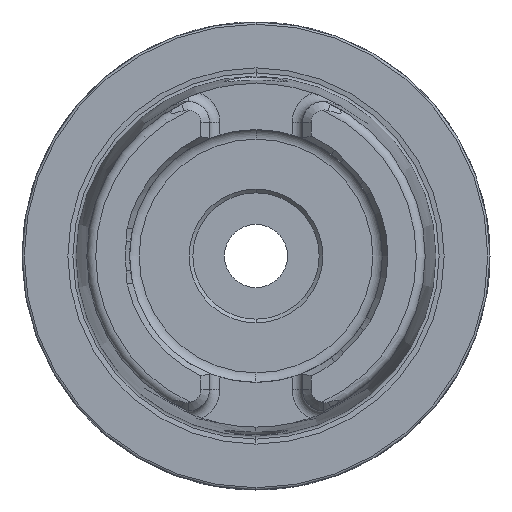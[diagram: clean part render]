
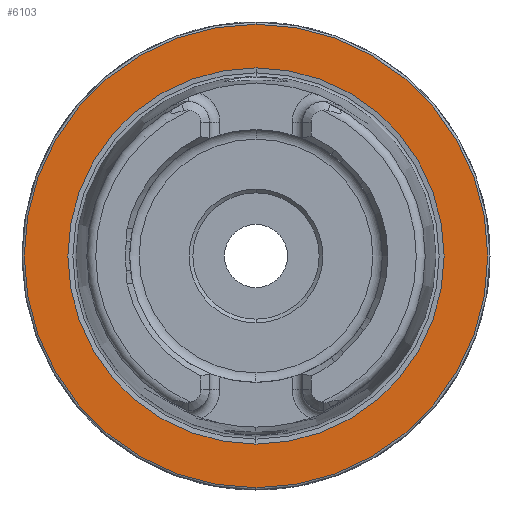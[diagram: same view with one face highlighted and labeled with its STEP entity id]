
A CAD part, left-side view. The second image highlights one B-rep face of the part: STEP entity #6103.
In plain terms, the highlighted planar face has unit normal (-1, 0, 0).
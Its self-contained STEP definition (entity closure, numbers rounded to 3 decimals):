
#514 = CIRCLE ( 'NONE', #517, 31.2 ) ;
#517 = AXIS2_PLACEMENT_3D ( 'NONE', #7307, #7308, #7310 ) ;
#530 = CIRCLE ( 'NONE', #534, 25.324 ) ;
#534 = AXIS2_PLACEMENT_3D ( 'NONE', #7377, #7378, #7380 ) ;
#2936 = VERTEX_POINT ( 'NONE', #3986 ) ;
#2937 = VERTEX_POINT ( 'NONE', #3987 ) ;
#2939 = VERTEX_POINT ( 'NONE', #3989 ) ;
#2944 = VERTEX_POINT ( 'NONE', #3994 ) ;
#3018 = ORIENTED_EDGE ( 'NONE', *, *, #9488, .F. ) ;
#3019 = ORIENTED_EDGE ( 'NONE', *, *, #9232, .F. ) ;
#3020 = ORIENTED_EDGE ( 'NONE', *, *, #9222, .T. ) ;
#3021 = ORIENTED_EDGE ( 'NONE', *, *, #9489, .T. ) ;
#3277 = EDGE_LOOP ( 'NONE', ( #3018, #3019 ) ) ;
#3291 = EDGE_LOOP ( 'NONE', ( #3020, #3021 ) ) ;
#3986 = CARTESIAN_POINT ( 'NONE',  ( 0., 0., -31.2 ) ) ;
#3987 = CARTESIAN_POINT ( 'NONE',  ( 0., 0., 31.2 ) ) ;
#3989 = CARTESIAN_POINT ( 'NONE',  ( 0., 0., 25.324 ) ) ;
#3994 = CARTESIAN_POINT ( 'NONE',  ( 0., 0., -25.324 ) ) ;
#4106 = CIRCLE ( 'NONE', #4109, 25.324 ) ;
#4108 = CIRCLE ( 'NONE', #4111, 31.2 ) ;
#4109 = AXIS2_PLACEMENT_3D ( 'NONE', #7989, #7990, #7991 ) ;
#4111 = AXIS2_PLACEMENT_3D ( 'NONE', #7992, #7993, #7994 ) ;
#4519 = FACE_BOUND ( 'NONE', #3277, .T. ) ;
#4522 = DIRECTION ( 'NONE',  ( 1., 0., 0. ) ) ;
#4524 = CARTESIAN_POINT ( 'NONE',  ( 0., 31.2, 0. ) ) ;
#4526 = FACE_OUTER_BOUND ( 'NONE', #3291, .T. ) ;
#4527 = PLANE ( 'NONE',  #9124 ) ;
#4529 = DIRECTION ( 'NONE',  ( 0., 0., -1. ) ) ;
#6103 = ADVANCED_FACE ( 'NONE', ( #4519, #4526 ), #4527, .F. ) ;
#7307 = CARTESIAN_POINT ( 'NONE',  ( 0., 0., 0. ) ) ;
#7308 = DIRECTION ( 'NONE',  ( -1., 0., 0. ) ) ;
#7310 = DIRECTION ( 'NONE',  ( 0., 0., 1. ) ) ;
#7377 = CARTESIAN_POINT ( 'NONE',  ( 0., 0., 0. ) ) ;
#7378 = DIRECTION ( 'NONE',  ( -1., 0., 0. ) ) ;
#7380 = DIRECTION ( 'NONE',  ( 0., 0., 1. ) ) ;
#7989 = CARTESIAN_POINT ( 'NONE',  ( 0., 0., 0. ) ) ;
#7990 = DIRECTION ( 'NONE',  ( -1., 0., 0. ) ) ;
#7991 = DIRECTION ( 'NONE',  ( 0., 0., 1. ) ) ;
#7992 = CARTESIAN_POINT ( 'NONE',  ( 0., 0., 0. ) ) ;
#7993 = DIRECTION ( 'NONE',  ( -1., 0., 0. ) ) ;
#7994 = DIRECTION ( 'NONE',  ( 0., 0., 1. ) ) ;
#9124 = AXIS2_PLACEMENT_3D ( 'NONE', #4524, #4522, #4529 ) ;
#9222 = EDGE_CURVE ( 'NONE', #2937, #2936, #514, .T. ) ;
#9232 = EDGE_CURVE ( 'NONE', #2944, #2939, #530, .T. ) ;
#9488 = EDGE_CURVE ( 'NONE', #2939, #2944, #4106, .T. ) ;
#9489 = EDGE_CURVE ( 'NONE', #2936, #2937, #4108, .T. ) ;
